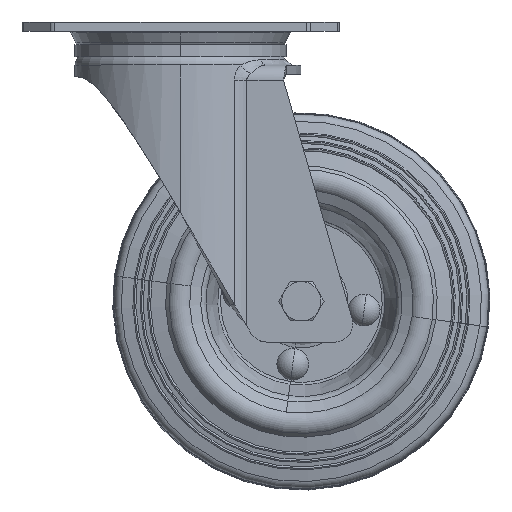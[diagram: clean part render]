
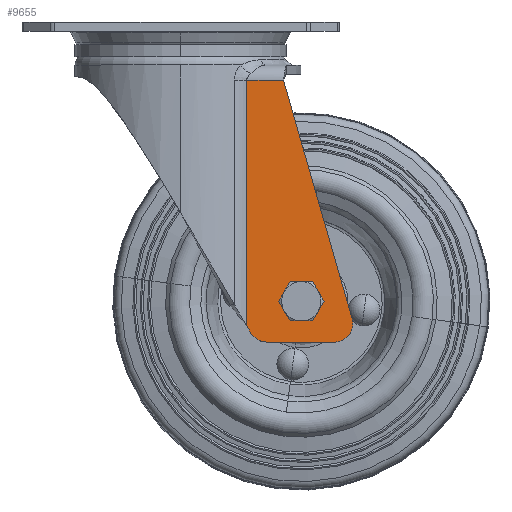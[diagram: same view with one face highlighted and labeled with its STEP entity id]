
A CAD part, top view. The second image highlights one B-rep face of the part: STEP entity #9655.
In plain terms, the highlighted planar face has unit normal (0, 0, 1).
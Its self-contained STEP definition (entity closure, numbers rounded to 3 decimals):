
#238 = CARTESIAN_POINT ( 'NONE',  ( 44.1, -92.5, 29. ) ) ;
#494 = VERTEX_POINT ( 'NONE', #4697 ) ;
#787 = ORIENTED_EDGE ( 'NONE', *, *, #3174, .F. ) ;
#816 = LINE ( 'NONE', #2751, #9308 ) ;
#1384 = CARTESIAN_POINT ( 'NONE',  ( 34.101, -19.3, 29. ) ) ;
#1514 = CARTESIAN_POINT ( 'NONE',  ( 35.9, -92.5, 29. ) ) ;
#1613 = CARTESIAN_POINT ( 'NONE',  ( 51.032, -100.002, 29. ) ) ;
#1636 = CARTESIAN_POINT ( 'NONE',  ( 21.909, -100.616, 29. ) ) ;
#1830 = AXIS2_PLACEMENT_3D ( 'NONE', #1613, #8252, #14815 ) ;
#2751 = CARTESIAN_POINT ( 'NONE',  ( 34.101, -19.3, 29. ) ) ;
#3174 = EDGE_CURVE ( 'NONE', #14171, #494, #816, .T. ) ;
#3379 = CARTESIAN_POINT ( 'NONE',  ( 40., -92.5, 29. ) ) ;
#4009 = AXIS2_PLACEMENT_3D ( 'NONE', #18363, #10407, #15064 ) ;
#4104 = DIRECTION ( 'NONE',  ( 0., 0., -1. ) ) ;
#4519 = ORIENTED_EDGE ( 'NONE', *, *, #11618, .F. ) ;
#4697 = CARTESIAN_POINT ( 'NONE',  ( 56.799, -98.346, 29. ) ) ;
#4833 = CARTESIAN_POINT ( 'NONE',  ( 23.32, -103.03, 29. ) ) ;
#5025 = CARTESIAN_POINT ( 'NONE',  ( 22.85, -102.225, 29. ) ) ;
#5031 = EDGE_CURVE ( 'NONE', #5148, #10440, #13778, .T. ) ;
#5134 = B_SPLINE_CURVE_WITH_KNOTS ( 'NONE', 3,
 ( #6171, #12708, #12613, #7905 ),
 .UNSPECIFIED., .F., .F.,
 ( 4, 4 ),
 ( 0., 1. ),
 .UNSPECIFIED. ) ;
#5148 = VERTEX_POINT ( 'NONE', #19152 ) ;
#6171 = CARTESIAN_POINT ( 'NONE',  ( 34.101, -19.3, 29. ) ) ;
#6464 = CARTESIAN_POINT ( 'NONE',  ( 28.5, -100.002, 29. ) ) ;
#6620 = EDGE_CURVE ( 'NONE', #8437, #13903, #16688, .T. ) ;
#6979 = FACE_OUTER_BOUND ( 'NONE', #15063, .T. ) ;
#7094 = VERTEX_POINT ( 'NONE', #8007 ) ;
#7905 = CARTESIAN_POINT ( 'NONE',  ( 21.909, -19.3, 29. ) ) ;
#7936 = CARTESIAN_POINT ( 'NONE',  ( 51.205, -105.999, 29. ) ) ;
#8007 = CARTESIAN_POINT ( 'NONE',  ( 21.909, -19.3, 29. ) ) ;
#8252 = DIRECTION ( 'NONE',  ( 0., 0., -1. ) ) ;
#8383 = B_SPLINE_CURVE_WITH_KNOTS ( 'NONE', 3,
 ( #16994, #5025, #8779, #1636 ),
 .UNSPECIFIED., .F., .F.,
 ( 4, 4 ),
 ( 0., 1. ),
 .UNSPECIFIED. ) ;
#8437 = VERTEX_POINT ( 'NONE', #7936 ) ;
#8772 = ORIENTED_EDGE ( 'NONE', *, *, #18914, .F. ) ;
#8779 = CARTESIAN_POINT ( 'NONE',  ( 22.379, -101.421, 29. ) ) ;
#9049 = CIRCLE ( 'NONE', #10741, 6. ) ;
#9222 = ORIENTED_EDGE ( 'NONE', *, *, #12458, .F. ) ;
#9308 = VECTOR ( 'NONE', #12474, 1000. ) ;
#9655 = ADVANCED_FACE ( 'NONE', ( #16706, #6979 ), #13531, .T. ) ;
#9948 = DIRECTION ( 'NONE',  ( -1., 0., 0. ) ) ;
#10016 = ORIENTED_EDGE ( 'NONE', *, *, #10237, .F. ) ;
#10044 = CARTESIAN_POINT ( 'NONE',  ( 28.5, -106.002, 29. ) ) ;
#10237 = EDGE_CURVE ( 'NONE', #17800, #13363, #17087, .T. ) ;
#10249 = CARTESIAN_POINT ( 'NONE',  ( 40., -92.5, 29. ) ) ;
#10407 = DIRECTION ( 'NONE',  ( 0., 0., 1. ) ) ;
#10440 = VERTEX_POINT ( 'NONE', #4833 ) ;
#10505 = AXIS2_PLACEMENT_3D ( 'NONE', #10249, #15220, #9948 ) ;
#10694 = DIRECTION ( 'NONE',  ( 0.029, -1., 0. ) ) ;
#10741 = AXIS2_PLACEMENT_3D ( 'NONE', #12294, #4104, #10694 ) ;
#11262 = VERTEX_POINT ( 'NONE', #19843 ) ;
#11483 = ORIENTED_EDGE ( 'NONE', *, *, #6620, .F. ) ;
#11618 = EDGE_CURVE ( 'NONE', #13363, #17800, #16278, .T. ) ;
#11909 = DIRECTION ( 'NONE',  ( 0., 0., 1. ) ) ;
#12294 = CARTESIAN_POINT ( 'NONE',  ( 51.032, -100.002, 29. ) ) ;
#12458 = EDGE_CURVE ( 'NONE', #10440, #11262, #8383, .T. ) ;
#12474 = DIRECTION ( 'NONE',  ( 0.276, -0.961, 0. ) ) ;
#12613 = CARTESIAN_POINT ( 'NONE',  ( 25.973, -19.3, 29. ) ) ;
#12708 = CARTESIAN_POINT ( 'NONE',  ( 30.037, -19.3, 29. ) ) ;
#12850 = CARTESIAN_POINT ( 'NONE',  ( 21.909, -100.616, 29. ) ) ;
#13363 = VERTEX_POINT ( 'NONE', #238 ) ;
#13531 = PLANE ( 'NONE',  #4009 ) ;
#13605 = EDGE_CURVE ( 'NONE', #494, #8437, #9049, .T. ) ;
#13778 = CIRCLE ( 'NONE', #20798, 6. ) ;
#13903 = VERTEX_POINT ( 'NONE', #16228 ) ;
#14171 = VERTEX_POINT ( 'NONE', #1384 ) ;
#14265 = CARTESIAN_POINT ( 'NONE',  ( 21.909, -73.511, 29. ) ) ;
#14815 = DIRECTION ( 'NONE',  ( 0.029, -1., 0. ) ) ;
#15063 = EDGE_LOOP ( 'NONE', ( #9222, #18886, #17467, #11483, #19144, #787, #16235, #8772 ) ) ;
#15064 = DIRECTION ( 'NONE',  ( 1., 0., 0. ) ) ;
#15145 = B_SPLINE_CURVE_WITH_KNOTS ( 'NONE', 3,
 ( #12850, #14265, #19430, #16210 ),
 .UNSPECIFIED., .F., .F.,
 ( 4, 4 ),
 ( 0., 1. ),
 .UNSPECIFIED. ) ;
#15220 = DIRECTION ( 'NONE',  ( 0., 0., 1. ) ) ;
#16210 = CARTESIAN_POINT ( 'NONE',  ( 21.909, -19.3, 29. ) ) ;
#16228 = CARTESIAN_POINT ( 'NONE',  ( 51.032, -106.002, 29. ) ) ;
#16235 = ORIENTED_EDGE ( 'NONE', *, *, #18044, .T. ) ;
#16278 = CIRCLE ( 'NONE', #18756, 4.1 ) ;
#16536 = DIRECTION ( 'NONE',  ( 1., 0., 0. ) ) ;
#16688 = CIRCLE ( 'NONE', #1830, 6. ) ;
#16706 = FACE_BOUND ( 'NONE', #18976, .T. ) ;
#16747 = LINE ( 'NONE', #10044, #17708 ) ;
#16994 = CARTESIAN_POINT ( 'NONE',  ( 23.32, -103.03, 29. ) ) ;
#17087 = CIRCLE ( 'NONE', #10505, 4.1 ) ;
#17467 = ORIENTED_EDGE ( 'NONE', *, *, #18143, .T. ) ;
#17708 = VECTOR ( 'NONE', #16536, 1000. ) ;
#17800 = VERTEX_POINT ( 'NONE', #1514 ) ;
#18044 = EDGE_CURVE ( 'NONE', #14171, #7094, #5134, .T. ) ;
#18143 = EDGE_CURVE ( 'NONE', #5148, #13903, #16747, .T. ) ;
#18363 = CARTESIAN_POINT ( 'NONE',  ( 0., -99.409, 29. ) ) ;
#18756 = AXIS2_PLACEMENT_3D ( 'NONE', #3379, #11909, #19812 ) ;
#18886 = ORIENTED_EDGE ( 'NONE', *, *, #5031, .F. ) ;
#18914 = EDGE_CURVE ( 'NONE', #11262, #7094, #15145, .T. ) ;
#18976 = EDGE_LOOP ( 'NONE', ( #10016, #4519 ) ) ;
#19144 = ORIENTED_EDGE ( 'NONE', *, *, #13605, .F. ) ;
#19152 = CARTESIAN_POINT ( 'NONE',  ( 28.5, -106.002, 29. ) ) ;
#19399 = DIRECTION ( 'NONE',  ( 0., -1., 0. ) ) ;
#19430 = CARTESIAN_POINT ( 'NONE',  ( 21.909, -46.405, 29. ) ) ;
#19619 = DIRECTION ( 'NONE',  ( 0., 0., -1. ) ) ;
#19812 = DIRECTION ( 'NONE',  ( 1., 0., 0. ) ) ;
#19843 = CARTESIAN_POINT ( 'NONE',  ( 21.909, -100.616, 29. ) ) ;
#20798 = AXIS2_PLACEMENT_3D ( 'NONE', #6464, #19619, #19399 ) ;
